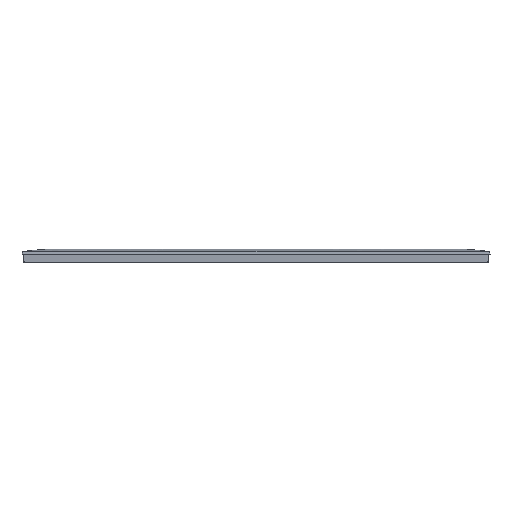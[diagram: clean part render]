
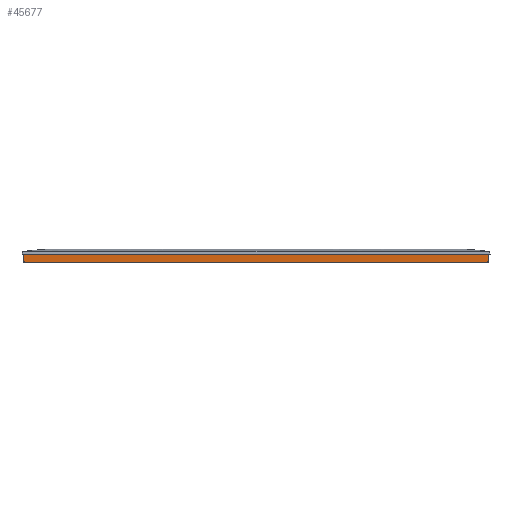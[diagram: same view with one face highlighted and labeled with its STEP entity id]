
A CAD part, front view. The second image highlights one B-rep face of the part: STEP entity #45677.
In plain terms, the highlighted planar face has unit normal (0, -0.998, -0.07).
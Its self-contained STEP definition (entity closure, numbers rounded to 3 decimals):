
#45652=AXIS2_PLACEMENT_3D('Plane Axis2P3D',#45649,#45650,#45651) ;
#41776=CARTESIAN_POINT('Vertex',(253.151,-40.4,0.)) ;
#41779=CARTESIAN_POINT('Line Origine',(106.5,-40.4,0.)) ;
#41783=CARTESIAN_POINT('Vertex',(-40.151,-40.4,0.)) ;
#45649=CARTESIAN_POINT('Axis2P3D Location',(0.,-40.4,0.)) ;
#45655=CARTESIAN_POINT('Control Point',(253.532,-40.781,5.45)) ;
#45656=CARTESIAN_POINT('Control Point',(253.151,-40.4,0.)) ;
#45657=CARTESIAN_POINT('Vertex',(253.532,-40.781,5.45)) ;
#45660=CARTESIAN_POINT('Line Origine',(106.5,-40.781,5.45)) ;
#45664=CARTESIAN_POINT('Vertex',(-40.532,-40.781,5.45)) ;
#45668=CARTESIAN_POINT('Control Point',(-40.532,-40.781,5.45)) ;
#45669=CARTESIAN_POINT('Control Point',(-40.151,-40.4,0.)) ;
#41780=DIRECTION('Vector Direction',(-1.,0.,0.)) ;
#45650=DIRECTION('Axis2P3D Direction',(0.,-0.998,-0.07)) ;
#45651=DIRECTION('Axis2P3D XDirection',(1.,0.,0.)) ;
#45661=DIRECTION('Vector Direction',(1.,0.,0.)) ;
#41781=VECTOR('Line Direction',#41780,1.) ;
#45662=VECTOR('Line Direction',#45661,1.) ;
#45672=ORIENTED_EDGE('',*,*,#41785,.F.) ;
#45673=ORIENTED_EDGE('',*,*,#45659,.F.) ;
#45674=ORIENTED_EDGE('',*,*,#45666,.F.) ;
#45675=ORIENTED_EDGE('',*,*,#45670,.T.) ;
#45677=ADVANCED_FACE('Corps principal',(#45676),#45653,.T.) ;
#45654=B_SPLINE_CURVE_WITH_KNOTS('',1,(#45655,#45656),.UNSPECIFIED.,.F.,.U.,(2,2),(-2.738,2.738),.UNSPECIFIED.) ;
#45667=B_SPLINE_CURVE_WITH_KNOTS('',1,(#45668,#45669),.UNSPECIFIED.,.F.,.U.,(2,2),(-2.738,2.738),.UNSPECIFIED.) ;
#41785=EDGE_CURVE('',#41777,#41784,#41782,.T.) ;
#45659=EDGE_CURVE('',#45658,#41777,#45654,.T.) ;
#45666=EDGE_CURVE('',#45665,#45658,#45663,.T.) ;
#45670=EDGE_CURVE('',#45665,#41784,#45667,.T.) ;
#45671=EDGE_LOOP('',(#45672,#45673,#45674,#45675)) ;
#45676=FACE_OUTER_BOUND('',#45671,.T.) ;
#41782=LINE('Line',#41779,#41781) ;
#45663=LINE('Line',#45660,#45662) ;
#45653=PLANE('',#45652) ;
#41777=VERTEX_POINT('',#41776) ;
#41784=VERTEX_POINT('',#41783) ;
#45658=VERTEX_POINT('',#45657) ;
#45665=VERTEX_POINT('',#45664) ;
